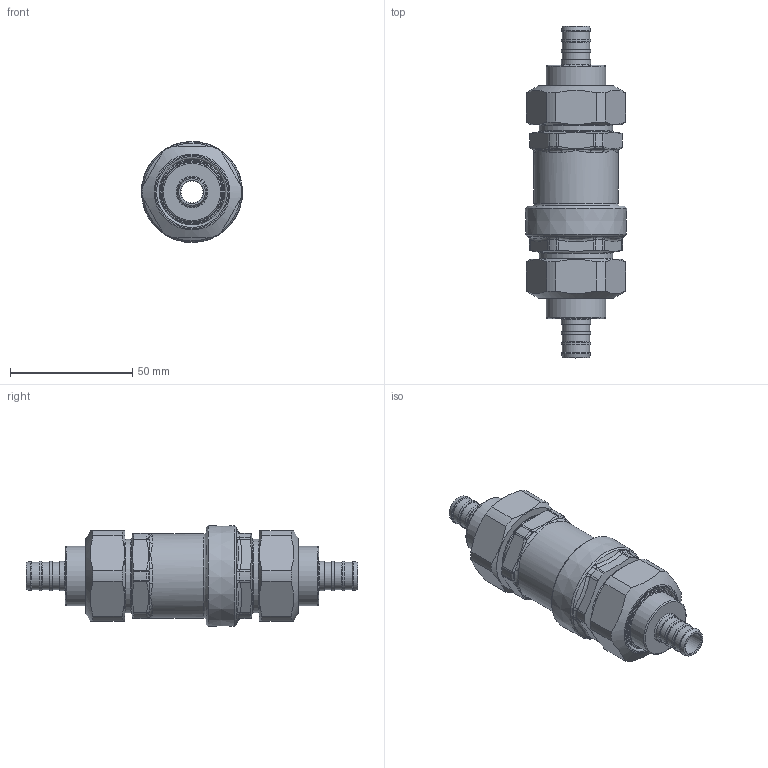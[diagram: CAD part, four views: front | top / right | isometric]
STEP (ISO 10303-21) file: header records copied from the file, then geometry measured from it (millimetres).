
FILE_DESCRIPTION(/* description */ (''),/* implementation_level */ '2;1');
FILE_NAME(/* name */ '127344AF_Simplify_1.stp',/* time_stamp */ '2025-07-23T15:56:19-05:00',/* author */ ('ischreiner'),/* organization */ (''),/* preprocessor_version */ 'ST-DEVELOPER v20',/* originating_system */ 'Autodesk Inventor 2025',/* authorisation */ '');
FILE_SCHEMA (('AUTOMOTIVE_DESIGN { 1 0 10303 214 3 1 1 }'));
Length unit declared in the file: inch
Products named in the file (1): 127344AF_Simplify_1
Bounding box: 41.38 x 135.76 x 41.38 mm (x, y, z)
Volume: 50732.7 mm3; surface area: 34874.9 mm2
Topology: 5 solids, 5 shells, 314 faces, 687 edges, 414 vertices
Faces by surface type: cylinder 77, torus 71, plane 65, cone 57, bspline 44
Full cylindrical faces by diameter (mm): 9.017 x2, 11.176 x6, 11.963 x8, 20.066 x2, 21 x2, 24.1 x2, 24.435 x2, 25 x2, 26.452 x2, 26.924 x2, 28.3 x2, 28.5 x1, 28.6 x1, 29.972 x2, 30 x4, 30.2 x1, 30.302 x2, 30.4 x1, 33.1 x2, 34.5 x1
Entity records: 11816 total; most frequent: CARTESIAN_POINT 4678, DIRECTION 1472, ORIENTED_EDGE 1374, EDGE_CURVE 687, AXIS2_PLACEMENT_3D 660, VERTEX_POINT 414, EDGE_LOOP 355, CIRCLE 341
